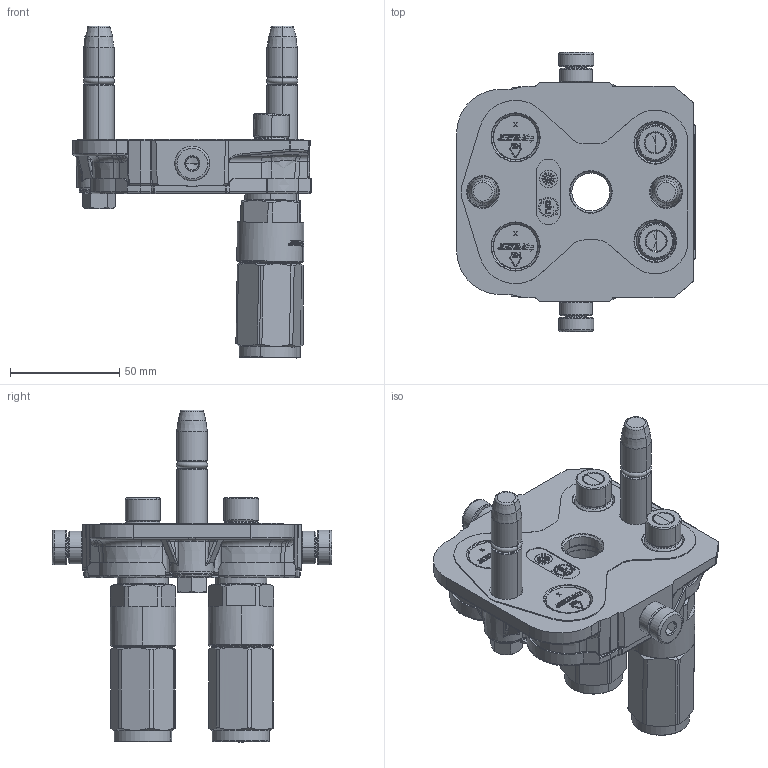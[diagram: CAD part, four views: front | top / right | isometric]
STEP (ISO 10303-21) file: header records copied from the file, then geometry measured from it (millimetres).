
FILE_DESCRIPTION (( 'STEP AP214' ), '1' );
FILE_NAME ('FASTER.step', '2022-10-04T12:02:19', ( '' ), ( '' ), 'SwSTEP 2.0', 'SolidWorks 2017', '' );
FILE_SCHEMA (( 'AUTOMOTIVE_DESIGN' ));
Length unit declared in the file: millimetre
Products named in the file (13): 4830_010_2101_000; 4800_315_0001_000; 3ffnp14_gas_ms; TAPPO_38; 1540_080_0008_000; et002; 4830_028_1000_002; or2_62x9_19_m; P5065_M_BASE; 4830_013_3000_020; 4830_021_0000_000; FASTER
Assembly tree (19 placements, depth 3):
  FASTER
    P5065_M_BASE
      4830_010_2101_000
      4830_021_0000_000  x2
      1540_080_0008_000  x2
      or2_62x9_19_m  x2
      4830_013_3000_020  x2
      4830_028_1000_002  x2
      4800_315_0001_000
    TAPPO_38  x2
    3ffnp14_gas_ms  x2
      3ffnp14_gas_ms
    et002
Bounding box: 109.36 x 128 x 152.11 mm (x, y, z)
Volume: 18403.2 mm3; surface area: 108358.9 mm2
Topology: 8 solids, 38 shells, 4559 faces, 12601 edges, 8138 vertices
Faces by surface type: plane 2862, cylinder 743, bspline 351, cone 302, torus 245, sphere 56
Entity records: 155055 total; most frequent: CARTESIAN_POINT 54895, ORIENTED_EDGE 20117, DIRECTION 17301, EDGE_CURVE 10272, LINE 7191, VECTOR 7191, VERTEX_POINT 6631, AXIS2_PLACEMENT_3D 5055
